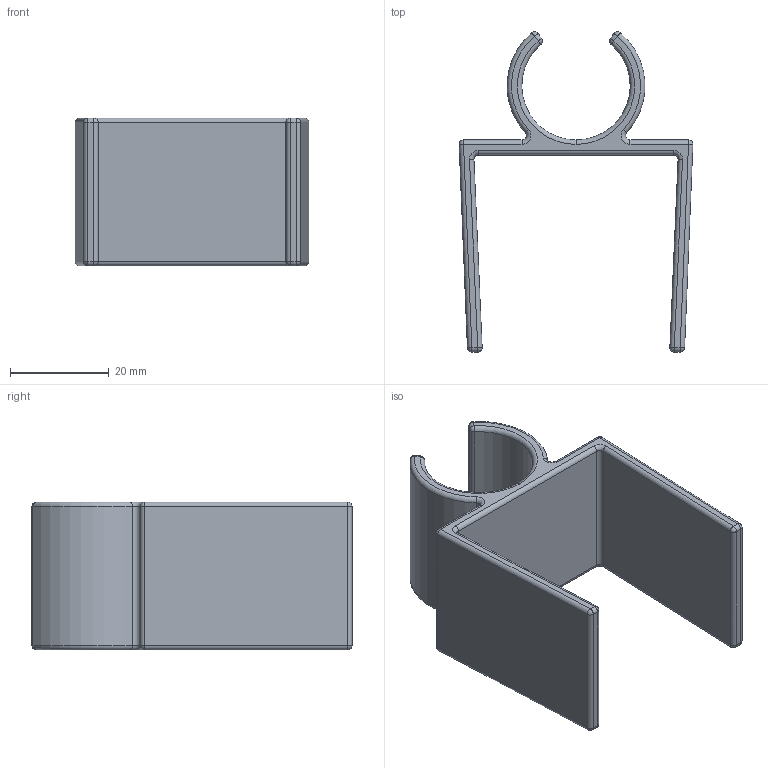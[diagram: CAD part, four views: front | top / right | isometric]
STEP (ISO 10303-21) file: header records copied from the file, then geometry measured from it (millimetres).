
FILE_DESCRIPTION(('FreeCAD Model'),'2;1');
FILE_NAME('Open CASCADE Shape Model','2025-02-12T11:45:53',('FreeCAD'),( 'FreeCAD'),'Open CASCADE STEP processor 7.8','FreeCAD','Unknown');
FILE_SCHEMA(('AUTOMOTIVE_DESIGN { 1 0 10303 214 1 1 1 1 }'));
Length unit declared in the file: millimetre
Products named in the file (1): Open CASCADE STEP translator 7.8 68
Bounding box: 47.42 x 64.94 x 30 mm (x, y, z)
Volume: 15808.2 mm3; surface area: 11207.2 mm2
Topology: 1 solids, 1 shells, 88 faces, 202 edges, 96 vertices
Faces by surface type: cylinder 39, sphere 20, torus 16, plane 13
Entity records: 4572 total; most frequent: CARTESIAN_POINT 895, DIRECTION 710, ORIENTED_EDGE 364, PCURVE 364, DEFINITIONAL_REPRESENTATION 364, LINE 304, VECTOR 304, AXIS2_PLACEMENT_3D 199
